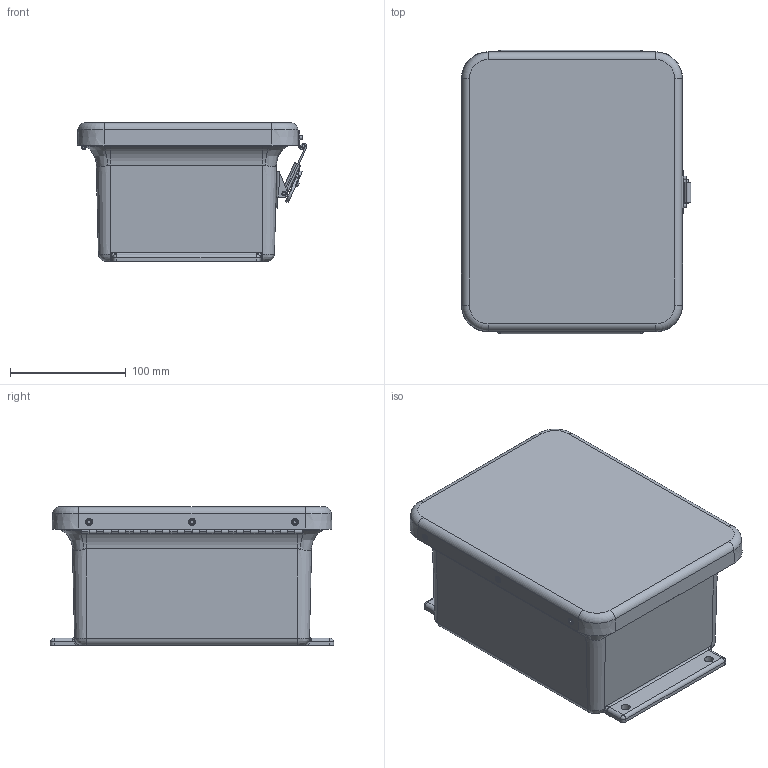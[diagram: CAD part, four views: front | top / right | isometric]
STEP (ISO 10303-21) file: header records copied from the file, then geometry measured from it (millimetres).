
FILE_DESCRIPTION(/* description */ ('BOX'),/* implementation_level */ '2;1');
FILE_NAME(/* name */ 'HW-J806CHTL.stp',/* time_stamp */ '2016-08-19T08:30:19-05:00',/* author */ ('lieb_t'),/* organization */ (''),/* preprocessor_version */ 'ST-DEVELOPER v16.5',/* originating_system */ 'Autodesk Inventor 2017',/* authorisation */ '');
FILE_SCHEMA (('CONFIG_CONTROL_DESIGN'));
Length unit declared in the file: inch
Products named in the file (24): HW-J806CHTL; WP806H&LBOX; WP806HLU; WP806HCVR; RMGAS_WP806HCVR; RMINS45821P; RMHING7-1-2; RMHING7-1-2_Box; RMHING7-1-2_Cover; RMHING7-1-2_Pin; RMRIV43; RMKEEPLL150; SW3dPS-K3-0334-52_K3-0334-07; RMLATJLL150; SW3dPS-K3-2347-52_K3_Rivet; SW3dPS-K3-2347-52_K3-2347-07_K3_Slide_No.3_Link_Lock_clf; SW3dPS-K3-2347-52_k3_anchor_plate_clf; SW3dPS-K3-2347-52_k3_Link_Lock_Housing; SW3dPS-K3-2347-52_k3_upper_cam_clf1; SW3dPS-K3-2347-52_k3_wing_clf1; SW3dPS-K3-2347-52_K3_Rivet_Anchor_Plate; SW3dPS-K3-2347-52_k3_cam_lower_clf; SW3dPS-K3-2347-52_k3_cap_spring_clf; RMRIV44
Assembly tree (34 placements, depth 3):
  HW-J806CHTL
    WP806H&LBOX
    WP806HLU
      WP806HCVR
      RMGAS_WP806HCVR
    RMINS45821P  x4
    RMHING7-1-2
      RMHING7-1-2_Box
      RMHING7-1-2_Cover
      RMHING7-1-2_Pin
      RMRIV43  x6
    RMKEEPLL150
      SW3dPS-K3-0334-52_K3-0334-07
      RMRIV44  x2
    RMLATJLL150
      SW3dPS-K3-2347-52_K3_Rivet
      SW3dPS-K3-2347-52_K3-2347-07_K3_Slide_No.3_Link_Lock_clf
      SW3dPS-K3-2347-52_k3_anchor_plate_clf
      SW3dPS-K3-2347-52_k3_Link_Lock_Housing
      SW3dPS-K3-2347-52_k3_upper_cam_clf1
      SW3dPS-K3-2347-52_k3_wing_clf1
      SW3dPS-K3-2347-52_K3_Rivet_Anchor_Plate
      SW3dPS-K3-2347-52_k3_cam_lower_clf
      SW3dPS-K3-2347-52_k3_cap_spring_clf
      RMRIV44  x2
Bounding box: 198.46 x 244.6 x 119.75 mm (x, y, z)
Volume: 727558.3 mm3; surface area: 399844.8 mm2
Topology: 30 solids, 30 shells, 817 faces, 1980 edges, 1256 vertices
Faces by surface type: cylinder 327, plane 317, bspline 72, torus 57, cone 29, sphere 15
Full cylindrical faces by diameter (mm): 1.702 x1, 2.159 x31, 2.21 x1, 2.489 x2, 2.64 x10, 2.794 x1, 3.175 x11, 3.3 x2, 3.327 x6, 3.378 x2, 3.429 x1, 3.556 x11, 3.861 x8, 4.039 x4, 4.572 x1, 4.75 x2, 4.8 x1, 4.851 x2, 5.41 x1, 5.537 x4, 6.35 x1, 6.858 x4, 7.264 x1, 7.925 x4, 13.335 x1, 13.589 x1, 15.494 x1, 16.764 x1
Entity records: 24766 total; most frequent: CARTESIAN_POINT 6020, DIRECTION 3936, ORIENTED_EDGE 3494, EDGE_CURVE 1747, AXIS2_PLACEMENT_3D 1530, VERTEX_POINT 1157, EDGE_LOOP 1016, LINE 876
